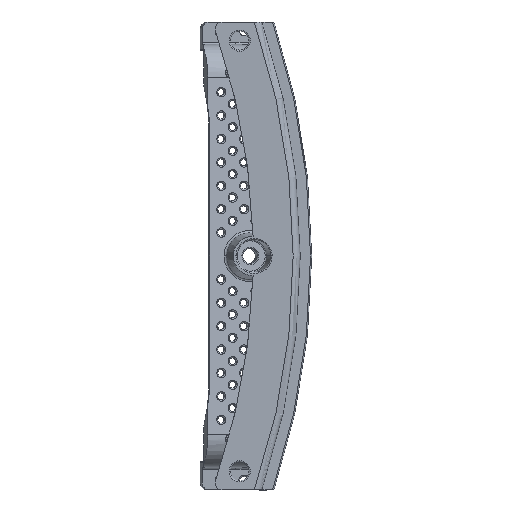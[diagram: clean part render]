
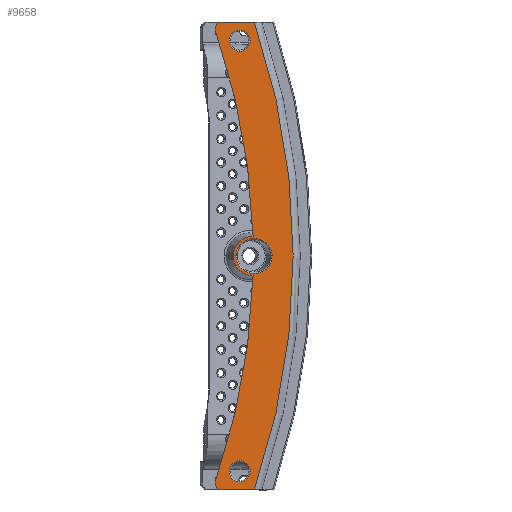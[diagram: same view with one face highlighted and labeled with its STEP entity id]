
A CAD part, front view. The second image highlights one B-rep face of the part: STEP entity #9658.
In plain terms, the highlighted planar face has unit normal (0, -1, 0).
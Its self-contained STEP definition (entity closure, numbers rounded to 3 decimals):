
#225 = CARTESIAN_POINT ( 'NONE',  ( 295.693, 209.597, -96.5 ) ) ;
#248 = CARTESIAN_POINT ( 'NONE',  ( 8.302, 209.597, 0. ) ) ;
#1015 = DIRECTION ( 'NONE',  ( 0., 0., -1. ) ) ;
#1370 = CIRCLE ( 'NONE', #12271, 4.5 ) ;
#1423 = ORIENTED_EDGE ( 'NONE', *, *, #2556, .F. ) ;
#1478 = EDGE_LOOP ( 'NONE', ( #17822, #13736, #24356, #21665, #1743, #25176, #1423, #17287 ) ) ;
#1743 = ORIENTED_EDGE ( 'NONE', *, *, #16389, .T. ) ;
#1749 = DIRECTION ( 'NONE',  ( 0., 0., -1. ) ) ;
#2556 = EDGE_CURVE ( 'NONE', #9575, #20898, #6303, .T. ) ;
#2935 = EDGE_CURVE ( 'NONE', #21734, #9091, #7539, .T. ) ;
#3669 = DIRECTION ( 'NONE',  ( 0., 1., 0. ) ) ;
#3866 = DIRECTION ( 'NONE',  ( 0., 0., -1. ) ) ;
#3942 = DIRECTION ( 'NONE',  ( 0., 0., -1. ) ) ;
#4348 = CARTESIAN_POINT ( 'NONE',  ( 309.569, 209.597, -15. ) ) ;
#4465 = CARTESIAN_POINT ( 'NONE',  ( 295.693, 209.597, 87.5 ) ) ;
#4589 = EDGE_CURVE ( 'NONE', #21518, #12441, #20650, .T. ) ;
#4752 = VERTEX_POINT ( 'NONE', #8227 ) ;
#4910 = CARTESIAN_POINT ( 'NONE',  ( 295.693, 209.597, -87.5 ) ) ;
#4998 = CARTESIAN_POINT ( 'NONE',  ( 8.302, 209.597, 0. ) ) ;
#5329 = AXIS2_PLACEMENT_3D ( 'NONE', #5524, #5432, #19443 ) ;
#5382 = DIRECTION ( 'NONE',  ( 0., 1., 0. ) ) ;
#5392 = ORIENTED_EDGE ( 'NONE', *, *, #19328, .T. ) ;
#5427 = FACE_BOUND ( 'NONE', #14545, .T. ) ;
#5432 = DIRECTION ( 'NONE',  ( 0., 1., 0. ) ) ;
#5480 = EDGE_CURVE ( 'NONE', #25625, #8130, #6844, .T. ) ;
#5514 = CARTESIAN_POINT ( 'NONE',  ( 288.229, 209.597, -100. ) ) ;
#5524 = CARTESIAN_POINT ( 'NONE',  ( 295.693, 209.597, -92. ) ) ;
#5584 = CARTESIAN_POINT ( 'NONE',  ( -553.627, 209.597, -237.5 ) ) ;
#5789 = CARTESIAN_POINT ( 'NONE',  ( 284.915, 209.597, 8.027 ) ) ;
#5797 = CIRCLE ( 'NONE', #24590, 310.257 ) ;
#5951 = CARTESIAN_POINT ( 'NONE',  ( 284.915, 209.597, -8.027 ) ) ;
#6047 = CARTESIAN_POINT ( 'NONE',  ( 294.136, 209.597, 15. ) ) ;
#6303 = LINE ( 'NONE', #13072, #19476 ) ;
#6362 = CARTESIAN_POINT ( 'NONE',  ( 309.569, 209.597, 0. ) ) ;
#6844 =( BOUNDED_CURVE ( )  B_SPLINE_CURVE ( 3, ( #6362, #4348, #16356, #8546 ),
 .UNSPECIFIED., .F., .T. ) 
 B_SPLINE_CURVE_WITH_KNOTS ( ( 4, 4 ),
 ( 3.142, 6.283 ),
 .UNSPECIFIED. ) 
 CURVE ( )  GEOMETRIC_REPRESENTATION_ITEM ( )  RATIONAL_B_SPLINE_CURVE ( ( 1., 0.333, 0.333, 1. ) ) 
 REPRESENTATION_ITEM ( '' )  );
#7135 = VERTEX_POINT ( 'NONE', #4465 ) ;
#7539 = CIRCLE ( 'NONE', #5329, 4.5 ) ;
#7548 = ORIENTED_EDGE ( 'NONE', *, *, #14611, .T. ) ;
#7667 = DIRECTION ( 'NONE',  ( 0., 0., -1. ) ) ;
#7804 = CARTESIAN_POINT ( 'NONE',  ( 288.229, 209.597, 100. ) ) ;
#7860 = DIRECTION ( 'NONE',  ( 0., 0., -1. ) ) ;
#7941 = FACE_BOUND ( 'NONE', #16352, .T. ) ;
#8130 = VERTEX_POINT ( 'NONE', #8802 ) ;
#8227 = CARTESIAN_POINT ( 'NONE',  ( 285.395, 209.597, 96.018 ) ) ;
#8442 = AXIS2_PLACEMENT_3D ( 'NONE', #5584, #12225, #19943 ) ;
#8546 = CARTESIAN_POINT ( 'NONE',  ( 294.136, 209.597, 0. ) ) ;
#8725 = CARTESIAN_POINT ( 'NONE',  ( 285.395, 209.597, -96.018 ) ) ;
#8802 = CARTESIAN_POINT ( 'NONE',  ( 294.136, 209.597, 0. ) ) ;
#9091 = VERTEX_POINT ( 'NONE', #4910 ) ;
#9333 = ORIENTED_EDGE ( 'NONE', *, *, #11425, .T. ) ;
#9363 = AXIS2_PLACEMENT_3D ( 'NONE', #21242, #5382, #7860 ) ;
#9538 = DIRECTION ( 'NONE',  ( 0., -1., 0. ) ) ;
#9575 = VERTEX_POINT ( 'NONE', #14190 ) ;
#9648 = CARTESIAN_POINT ( 'NONE',  ( 301.439, 209.597, -8.404 ) ) ;
#9658 = ADVANCED_FACE ( 'NONE', ( #7941, #5427, #11093, #11377 ), #23504, .T. ) ;
#10002 = CARTESIAN_POINT ( 'NONE',  ( 309.569, 209.597, 15. ) ) ;
#10359 = EDGE_CURVE ( 'NONE', #18576, #4752, #15747, .T. ) ;
#10738 = CARTESIAN_POINT ( 'NONE',  ( 295.693, 209.597, 96.5 ) ) ;
#11093 = FACE_BOUND ( 'NONE', #21677, .T. ) ;
#11285 = AXIS2_PLACEMENT_3D ( 'NONE', #4998, #25344, #13331 ) ;
#11377 = FACE_OUTER_BOUND ( 'NONE', #1478, .T. ) ;
#11425 = EDGE_CURVE ( 'NONE', #9091, #21734, #16157, .T. ) ;
#11765 = CARTESIAN_POINT ( 'NONE',  ( 295.693, 209.597, 92. ) ) ;
#11916 = EDGE_CURVE ( 'NONE', #9575, #20115, #5797, .T. ) ;
#12225 = DIRECTION ( 'NONE',  ( 0., -1., 0. ) ) ;
#12271 = AXIS2_PLACEMENT_3D ( 'NONE', #21443, #3669, #1749 ) ;
#12441 = VERTEX_POINT ( 'NONE', #15640 ) ;
#13072 = CARTESIAN_POINT ( 'NONE',  ( -553.627, 209.597, -100. ) ) ;
#13200 = DIRECTION ( 'NONE',  ( 0., -1., 0. ) ) ;
#13212 = AXIS2_PLACEMENT_3D ( 'NONE', #25132, #13200, #1015 ) ;
#13331 = DIRECTION ( 'NONE',  ( 0., 0., -1. ) ) ;
#13736 = ORIENTED_EDGE ( 'NONE', *, *, #10359, .T. ) ;
#13822 = CARTESIAN_POINT ( 'NONE',  ( 288.229, 209.597, -97. ) ) ;
#13967 = ORIENTED_EDGE ( 'NONE', *, *, #2935, .T. ) ;
#14080 = AXIS2_PLACEMENT_3D ( 'NONE', #13822, #17571, #7667 ) ;
#14190 = CARTESIAN_POINT ( 'NONE',  ( 302.002, 209.597, -100. ) ) ;
#14424 = EDGE_CURVE ( 'NONE', #4752, #21518, #24825, .T. ) ;
#14545 = EDGE_LOOP ( 'NONE', ( #13967, #9333 ) ) ;
#14611 = EDGE_CURVE ( 'NONE', #7135, #20200, #1370, .T. ) ;
#15120 = ORIENTED_EDGE ( 'NONE', *, *, #24082, .T. ) ;
#15134 = EDGE_CURVE ( 'NONE', #21900, #20898, #19547, .T. ) ;
#15445 = CARTESIAN_POINT ( 'NONE',  ( 309.569, 209.597, 0. ) ) ;
#15514 = EDGE_CURVE ( 'NONE', #18576, #20115, #17656, .T. ) ;
#15640 = CARTESIAN_POINT ( 'NONE',  ( 301.439, 209.597, -8.404 ) ) ;
#15747 = CIRCLE ( 'NONE', #13212, 3. ) ;
#15780 = CARTESIAN_POINT ( 'NONE',  ( 309.569, 209.597, 0. ) ) ;
#15942 = DIRECTION ( 'NONE',  ( 0., 1., 0. ) ) ;
#16079 = VECTOR ( 'NONE', #18175, 1000. ) ;
#16157 = CIRCLE ( 'NONE', #9363, 4.5 ) ;
#16315 = DIRECTION ( 'NONE',  ( -1., 0., 0. ) ) ;
#16352 = EDGE_LOOP ( 'NONE', ( #7548, #15120 ) ) ;
#16356 = CARTESIAN_POINT ( 'NONE',  ( 294.136, 209.597, -15. ) ) ;
#16389 = EDGE_CURVE ( 'NONE', #12441, #21900, #22621, .T. ) ;
#17287 = ORIENTED_EDGE ( 'NONE', *, *, #11916, .T. ) ;
#17571 = DIRECTION ( 'NONE',  ( 0., -1., 0. ) ) ;
#17656 = LINE ( 'NONE', #22202, #16079 ) ;
#17822 = ORIENTED_EDGE ( 'NONE', *, *, #15514, .F. ) ;
#18175 = DIRECTION ( 'NONE',  ( 1., 0., 0. ) ) ;
#18576 = VERTEX_POINT ( 'NONE', #7804 ) ;
#19328 = EDGE_CURVE ( 'NONE', #8130, #25625, #24136, .T. ) ;
#19443 = DIRECTION ( 'NONE',  ( 0., 0., -1. ) ) ;
#19476 = VECTOR ( 'NONE', #16315, 1000. ) ;
#19489 = ORIENTED_EDGE ( 'NONE', *, *, #5480, .T. ) ;
#19547 = CIRCLE ( 'NONE', #14080, 3. ) ;
#19718 = CARTESIAN_POINT ( 'NONE',  ( 8.302, 209.597, 0. ) ) ;
#19943 = DIRECTION ( 'NONE',  ( 0., 0., -1. ) ) ;
#20115 = VERTEX_POINT ( 'NONE', #22278 ) ;
#20200 = VERTEX_POINT ( 'NONE', #10738 ) ;
#20650 =( BOUNDED_CURVE ( )  B_SPLINE_CURVE ( 3, ( #21640, #5789, #5951, #9648 ),
 .UNSPECIFIED., .F., .T. ) 
 B_SPLINE_CURVE_WITH_KNOTS ( ( 4, 4 ),
 ( 4.736, 7.83 ),
 .UNSPECIFIED. ) 
 CURVE ( )  GEOMETRIC_REPRESENTATION_ITEM ( )  RATIONAL_B_SPLINE_CURVE ( ( 1., 0.349, 0.349, 1. ) ) 
 REPRESENTATION_ITEM ( '' )  );
#20898 = VERTEX_POINT ( 'NONE', #5514 ) ;
#21242 = CARTESIAN_POINT ( 'NONE',  ( 295.693, 209.597, -92. ) ) ;
#21443 = CARTESIAN_POINT ( 'NONE',  ( 295.693, 209.597, 92. ) ) ;
#21518 = VERTEX_POINT ( 'NONE', #23513 ) ;
#21568 = DIRECTION ( 'NONE',  ( 0., 1., 0. ) ) ;
#21640 = CARTESIAN_POINT ( 'NONE',  ( 301.439, 209.597, 8.404 ) ) ;
#21665 = ORIENTED_EDGE ( 'NONE', *, *, #4589, .T. ) ;
#21677 = EDGE_LOOP ( 'NONE', ( #5392, #19489 ) ) ;
#21734 = VERTEX_POINT ( 'NONE', #225 ) ;
#21889 = AXIS2_PLACEMENT_3D ( 'NONE', #11765, #21568, #3866 ) ;
#21900 = VERTEX_POINT ( 'NONE', #8725 ) ;
#22202 = CARTESIAN_POINT ( 'NONE',  ( -553.627, 209.597, 100. ) ) ;
#22278 = CARTESIAN_POINT ( 'NONE',  ( 302.002, 209.597, 100. ) ) ;
#22621 = CIRCLE ( 'NONE', #23179, 293.257 ) ;
#23179 = AXIS2_PLACEMENT_3D ( 'NONE', #19718, #15942, #3942 ) ;
#23504 = PLANE ( 'NONE',  #8442 ) ;
#23513 = CARTESIAN_POINT ( 'NONE',  ( 301.439, 209.597, 8.404 ) ) ;
#23523 = DIRECTION ( 'NONE',  ( 0., 0., -1. ) ) ;
#24082 = EDGE_CURVE ( 'NONE', #20200, #7135, #25009, .T. ) ;
#24136 =( BOUNDED_CURVE ( )  B_SPLINE_CURVE ( 3, ( #25877, #6047, #10002, #15780 ),
 .UNSPECIFIED., .F., .T. ) 
 B_SPLINE_CURVE_WITH_KNOTS ( ( 4, 4 ),
 ( 0., 3.142 ),
 .UNSPECIFIED. ) 
 CURVE ( )  GEOMETRIC_REPRESENTATION_ITEM ( )  RATIONAL_B_SPLINE_CURVE ( ( 1., 0.333, 0.333, 1. ) ) 
 REPRESENTATION_ITEM ( '' )  );
#24356 = ORIENTED_EDGE ( 'NONE', *, *, #14424, .T. ) ;
#24590 = AXIS2_PLACEMENT_3D ( 'NONE', #248, #9538, #23523 ) ;
#24825 = CIRCLE ( 'NONE', #11285, 293.257 ) ;
#25009 = CIRCLE ( 'NONE', #21889, 4.5 ) ;
#25132 = CARTESIAN_POINT ( 'NONE',  ( 288.229, 209.597, 97. ) ) ;
#25176 = ORIENTED_EDGE ( 'NONE', *, *, #15134, .T. ) ;
#25344 = DIRECTION ( 'NONE',  ( 0., 1., 0. ) ) ;
#25625 = VERTEX_POINT ( 'NONE', #15445 ) ;
#25877 = CARTESIAN_POINT ( 'NONE',  ( 294.136, 209.597, 0. ) ) ;
